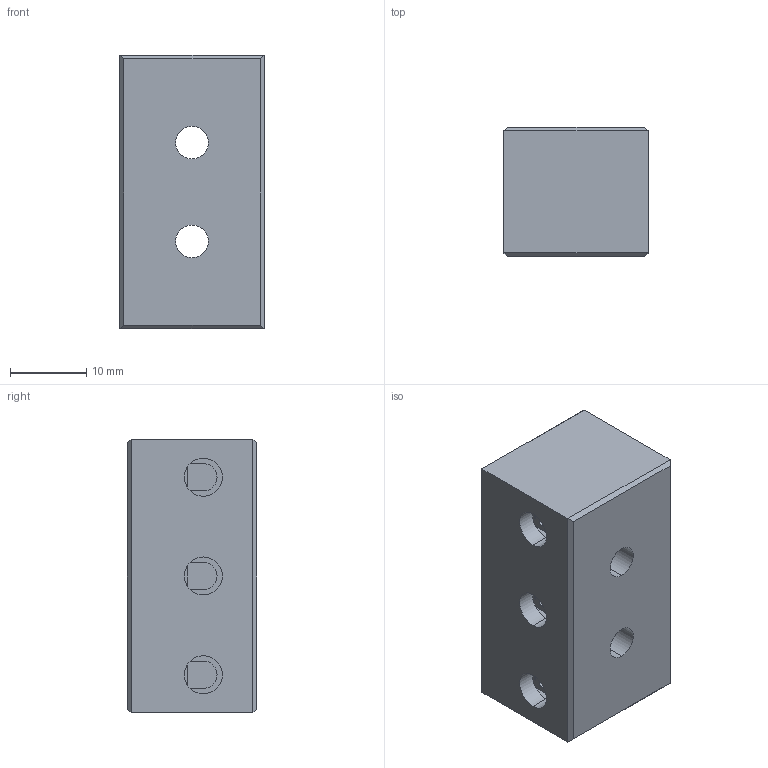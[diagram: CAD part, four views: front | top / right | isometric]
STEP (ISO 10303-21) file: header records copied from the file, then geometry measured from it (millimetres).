
FILE_DESCRIPTION (( 'STEP AP203' ), '1' );
FILE_NAME ('No 1 3 lü Steatit Klemens.STEP', '2020-08-21T08:01:21', ( '' ), ( '' ), 'SwSTEP 2.0', 'SolidWorks 2011', '' );
FILE_SCHEMA (( 'CONFIG_CONTROL_DESIGN' ));
Length unit declared in the file: millimetre
Products named in the file (1): No 1 3 lü Steatit Klemens
Bounding box: 19 x 17 x 36 mm (x, y, z)
Volume: 9780.3 mm3; surface area: 5053.7 mm2
Topology: 1 solids, 1 shells, 269 faces, 674 edges, 444 vertices
Faces by surface type: plane 165, cylinder 80, bspline 12, cone 12
Entity records: 8365 total; most frequent: CARTESIAN_POINT 1688, DIRECTION 1402, ORIENTED_EDGE 1348, EDGE_CURVE 674, AXIS2_PLACEMENT_3D 494, VERTEX_POINT 444, LINE 414, VECTOR 414
